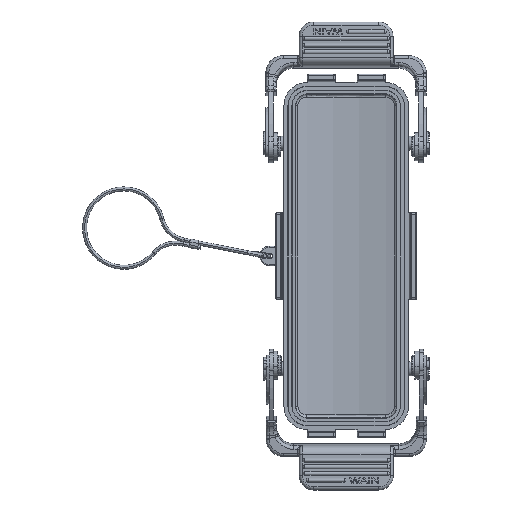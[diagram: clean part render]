
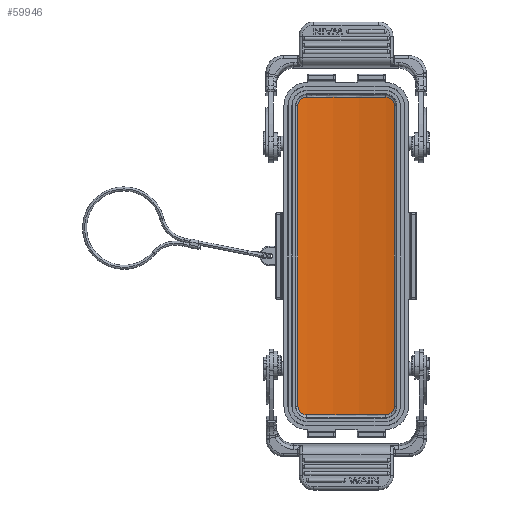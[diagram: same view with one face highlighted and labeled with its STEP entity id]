
A CAD part, front view. The second image highlights one B-rep face of the part: STEP entity #59946.
In plain terms, the highlighted cylindrical face has radius 77.4 mm (diameter 154.8 mm), a partial arc.
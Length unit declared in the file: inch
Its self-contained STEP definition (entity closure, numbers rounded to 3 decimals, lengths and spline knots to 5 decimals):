
#18987=CARTESIAN_POINT('',(1.71448,0.73047,
-4.64367));
#18988=CARTESIAN_POINT('',(1.72403,0.72876,
-4.64397));
#18989=CARTESIAN_POINT('',(1.7434,0.7252,
-4.64171));
#18990=CARTESIAN_POINT('',(1.77381,0.71929,
-4.63001));
#18991=CARTESIAN_POINT('',(1.80057,0.7138,
-4.60934));
#18992=CARTESIAN_POINT('',(1.81896,0.70988,
-4.5858));
#18993=CARTESIAN_POINT('',(1.83218,0.70699,
-4.55244));
#18994=CARTESIAN_POINT('',(1.83424,0.70654,
-4.53442));
#18995=CARTESIAN_POINT('',(1.83385,0.70662,
-4.52557));
#19010=DIRECTION('',(0.,0.,1.));
#19011=VECTOR('',#19010,4.09055);
#19012=CARTESIAN_POINT('',(0.52048,0.70662,
-4.52557));
#19013=LINE('',#19012,#19011);
#19014=CARTESIAN_POINT('',(0.52048,0.70662,
-0.43501));
#19015=CARTESIAN_POINT('',(0.52009,0.70654,
-0.42647));
#19016=CARTESIAN_POINT('',(0.52204,0.70697,
-0.40895));
#19017=CARTESIAN_POINT('',(0.53436,0.70966,
-0.37674));
#19018=CARTESIAN_POINT('',(0.55245,0.71352,
-0.35255));
#19019=CARTESIAN_POINT('',(0.57827,0.71884,
-0.33186));
#19020=CARTESIAN_POINT('',(0.60979,0.72499,
-0.319));
#19021=CARTESIAN_POINT('',(0.62985,0.72868,
-0.31662));
#19022=CARTESIAN_POINT('',(0.63986,0.73047,
-0.31691));
#19024=CARTESIAN_POINT('',(1.17717,-2.26902,
-0.31692));
#19025=DIRECTION('',(0.,0.,-1.));
#19026=DIRECTION('',(-0.176,0.984,0.));
#19027=AXIS2_PLACEMENT_3D('',#19024,#19025,#19026);
#19029=CARTESIAN_POINT('',(1.71498,0.73038,
-0.31692));
#19030=CARTESIAN_POINT('',(1.72659,0.7283,
-0.31707));
#19031=CARTESIAN_POINT('',(1.74857,0.72422,
-0.32003));
#19032=CARTESIAN_POINT('',(1.7764,0.71876,
-0.33236));
#19033=CARTESIAN_POINT('',(1.80211,0.71348,
-0.35276));
#19034=CARTESIAN_POINT('',(1.81963,0.70974,
-0.37641));
#19035=CARTESIAN_POINT('',(1.83156,0.70713,
-0.40603));
#19036=CARTESIAN_POINT('',(1.83392,0.70661,
-0.4252));
#19037=CARTESIAN_POINT('',(1.83385,0.70662,
-0.43501));
#19039=DIRECTION('',(0.,0.,-1.));
#19040=VECTOR('',#19039,4.09055);
#19041=CARTESIAN_POINT('',(1.83385,0.70662,
-0.43501));
#19042=LINE('',#19041,#19040);
#19043=CARTESIAN_POINT('',(1.17717,-2.26902,
-4.64365));
#19044=DIRECTION('',(0.,0.,1.));
#19045=DIRECTION('',(0.176,0.984,0.));
#19046=AXIS2_PLACEMENT_3D('',#19043,#19044,#19045);
#19048=CARTESIAN_POINT('',(0.63935,0.73038,
-4.64366));
#19049=CARTESIAN_POINT('',(0.62774,0.7283,
-4.64351));
#19050=CARTESIAN_POINT('',(0.60576,0.72422,
-4.64055));
#19051=CARTESIAN_POINT('',(0.57793,0.71876,
-4.62822));
#19052=CARTESIAN_POINT('',(0.55222,0.71348,
-4.60782));
#19053=CARTESIAN_POINT('',(0.5347,0.70974,
-4.58417));
#19054=CARTESIAN_POINT('',(0.52277,0.70713,
-4.55455));
#19055=CARTESIAN_POINT('',(0.52041,0.70661,
-4.53538));
#19056=CARTESIAN_POINT('',(0.52048,0.70662,
-4.52557));
#27103=VERTEX_POINT('',#18987);
#27104=VERTEX_POINT('',#18995);
#27105=CARTESIAN_POINT('',(0.52048,0.70662,
-4.52557));
#27106=CARTESIAN_POINT('',(0.52048,0.70662,
-0.43501));
#27107=VERTEX_POINT('',#27105);
#27108=VERTEX_POINT('',#27106);
#27109=VERTEX_POINT('',#19022);
#27110=CARTESIAN_POINT('',(1.71504,0.73037,
-0.31692));
#27111=VERTEX_POINT('',#27110);
#27112=VERTEX_POINT('',#19037);
#27113=CARTESIAN_POINT('',(0.63929,0.73037,
-4.64365));
#27114=VERTEX_POINT('',#27113);
#59924=CARTESIAN_POINT('',(1.17717,-2.26902,
-4.73022));
#59925=DIRECTION('',(0.,0.,1.));
#59926=DIRECTION('',(1.,0.,0.));
#59927=AXIS2_PLACEMENT_3D('',#59924,#59925,#59926);
#59928=CYLINDRICAL_SURFACE('',#59927,3.04724);
#59930=ORIENTED_EDGE('',*,*,#59929,.T.);
#59932=ORIENTED_EDGE('',*,*,#59931,.T.);
#59934=ORIENTED_EDGE('',*,*,#59933,.T.);
#59936=ORIENTED_EDGE('',*,*,#59935,.T.);
#59938=ORIENTED_EDGE('',*,*,#59937,.T.);
#59939=ORIENTED_EDGE('',*,*,#59914,.F.);
#59941=ORIENTED_EDGE('',*,*,#59940,.T.);
#59943=ORIENTED_EDGE('',*,*,#59942,.T.);
#59944=EDGE_LOOP('',(#59930,#59932,#59934,#59936,#59938,#59939,#59941,#59943));
#59945=FACE_OUTER_BOUND('',#59944,.F.);
#18996=B_SPLINE_CURVE_WITH_KNOTS('',3,(#18987,#18988,#18989,#18990,#18991,
#18992,#18993,#18994,#18995),.UNSPECIFIED.,.F.,.F.,(4,1,1,1,1,1,4),(0.,
0.16667,0.33333,0.5,0.66667,0.83333,
1.),.UNSPECIFIED.);
#19023=B_SPLINE_CURVE_WITH_KNOTS('',3,(#19014,#19015,#19016,#19017,#19018,
#19019,#19020,#19021,#19022),.UNSPECIFIED.,.F.,.F.,(4,1,1,1,1,1,4),(0.,
0.16667,0.33333,0.5,0.66667,0.83333,
1.),.UNSPECIFIED.);
#19028=CIRCLE('',#19027,3.04724);
#19038=B_SPLINE_CURVE_WITH_KNOTS('',3,(#19029,#19030,#19031,#19032,#19033,
#19034,#19035,#19036,#19037),.UNSPECIFIED.,.F.,.F.,(4,1,1,1,1,1,4),(0.,
0.16667,0.33333,0.5,0.66667,0.83333,
1.),.UNSPECIFIED.);
#19047=CIRCLE('',#19046,3.04724);
#19057=B_SPLINE_CURVE_WITH_KNOTS('',3,(#19048,#19049,#19050,#19051,#19052,
#19053,#19054,#19055,#19056),.UNSPECIFIED.,.F.,.F.,(4,1,1,1,1,1,4),(0.,
0.16667,0.33333,0.5,0.66667,0.83333,
1.),.UNSPECIFIED.);
#59914=EDGE_CURVE('',#27103,#27104,#18996,.T.);
#59929=EDGE_CURVE('',#27107,#27108,#19013,.T.);
#59931=EDGE_CURVE('',#27108,#27109,#19023,.T.);
#59933=EDGE_CURVE('',#27109,#27111,#19028,.T.);
#59935=EDGE_CURVE('',#27111,#27112,#19038,.T.);
#59937=EDGE_CURVE('',#27112,#27104,#19042,.T.);
#59940=EDGE_CURVE('',#27103,#27114,#19047,.T.);
#59942=EDGE_CURVE('',#27114,#27107,#19057,.T.);
#59946=ADVANCED_FACE('',(#59945),#59928,.F.);
